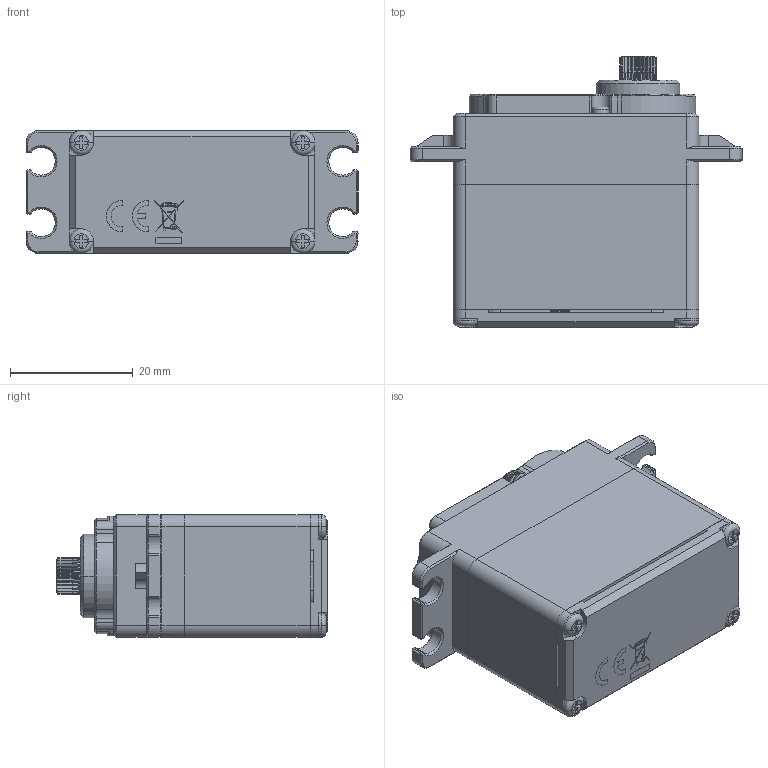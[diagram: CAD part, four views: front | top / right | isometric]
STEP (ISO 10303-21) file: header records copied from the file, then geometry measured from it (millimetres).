
FILE_DESCRIPTION((''),'2;1');
FILE_NAME('221500700001_D941TW_ASSY_ASM','2017-07-17T',('servo-csw'),(''),'CREO PARAMETRIC BY PTC INC, 2014440','CREO PARAMETRIC BY PTC INC, 2014440','');
FILE_SCHEMA(('CONFIG_CONTROL_DESIGN'));
Length unit declared in the file: millimetre
Products named in the file (8): 120101020092_AL6061_D941M; 120101010115_AL6061_D941T; 120101030111_AL6061_D941L; 120201000124_10A_CBH_M2XL28; 120201000147_18A_CPH_M1_7XL15; 120212000314_5998TG4F; 120212000314_5998TG4F_ASM; 221500700001_D941TW_ASSY_ASM
Assembly tree (11 placements, depth 3):
  221500700001_D941TW_ASSY_ASM
    120101020092_AL6061_D941M
    120101010115_AL6061_D941T
    120101030111_AL6061_D941L
    120201000124_10A_CBH_M2XL28  x4
    120201000147_18A_CPH_M1_7XL15  x2
    120212000314_5998TG4F_ASM
      120212000314_5998TG4F
Bounding box: 54 x 44.2 x 20 mm (x, y, z)
Volume: 29465.2 mm3; surface area: 11699.4 mm2
Topology: 10 solids, 10 shells, 1111 faces, 2902 edges, 1799 vertices
Faces by surface type: plane 457, cylinder 370, cone 169, bspline 74, torus 41
Entity records: 31509 total; most frequent: CARTESIAN_POINT 11040, ORIENTED_EDGE 4298, DIRECTION 4073, EDGE_CURVE 2149, AXIS2_PLACEMENT_3D 1368, VERTEX_POINT 1347, VECTOR 1337, LINE 1337
